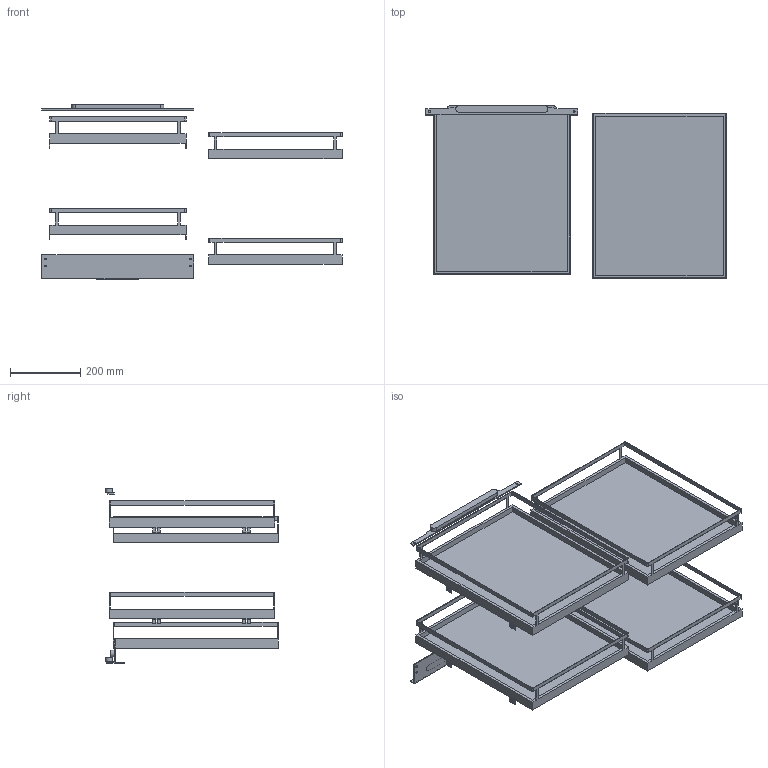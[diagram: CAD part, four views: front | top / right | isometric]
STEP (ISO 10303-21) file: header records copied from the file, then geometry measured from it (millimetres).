
FILE_DESCRIPTION(/* description */ (''),/* implementation_level */ '2;1');
FILE_NAME(/* name */ '3D_300-0961-XX.sat.ipt.stp',/* time_stamp */ '2022-07-18T16:48:08+02:00',/* author */ (''),/* organization */ (''),/* preprocessor_version */ 'ST-DEVELOPER v18.1',/* originating_system */ 'Autodesk Inventor 2021',/* authorisation */ '');
FILE_SCHEMA (('CONFIG_CONTROL_DESIGN'));
Length unit declared in the file: millimetre
Products named in the file (1): 3D_300-0961-XX.sat
Bounding box: 854.05 x 491.9 x 495.5 mm (x, y, z)
Volume: 8617043.3 mm3; surface area: 2073873.7 mm2
Topology: 6 solids, 6 shells, 329 faces, 974 edges, 642 vertices
Faces by surface type: plane 231, cylinder 98
Full cylindrical faces by diameter (mm): 5 x6
Entity records: 11101 total; most frequent: ORIENTED_EDGE 1948, CARTESIAN_POINT 1946, DIRECTION 1834, EDGE_CURVE 974, LINE 774, VECTOR 774, VERTEX_POINT 642, AXIS2_PLACEMENT_3D 530
